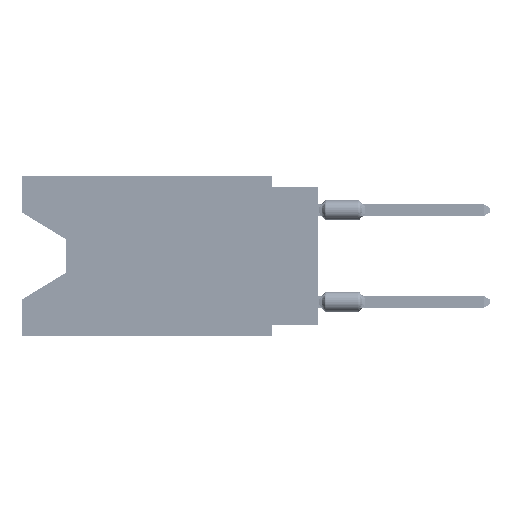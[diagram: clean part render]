
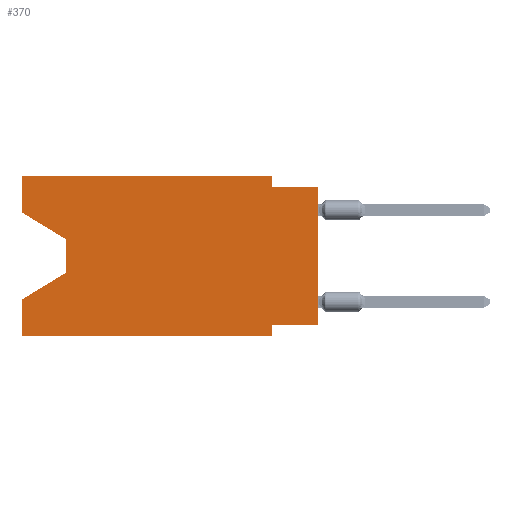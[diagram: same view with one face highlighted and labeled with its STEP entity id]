
A CAD part, left-side view. The second image highlights one B-rep face of the part: STEP entity #370.
In plain terms, the highlighted planar face has unit normal (-1, 0, 0).
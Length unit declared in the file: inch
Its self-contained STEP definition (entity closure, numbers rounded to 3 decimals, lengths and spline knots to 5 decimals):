
#213 = CARTESIAN_POINT ( 'NONE',  ( 0., 0.1, -0.025 ) ) ;
#370 = ADVANCED_FACE ( 'NONE', ( #81257 ), #37409, .F. ) ;
#1432 = EDGE_CURVE ( 'NONE', #64065, #97182, #105535, .T. ) ;
#3005 = VERTEX_POINT ( 'NONE', #53466 ) ;
#4793 = VERTEX_POINT ( 'NONE', #40582 ) ;
#5111 = LINE ( 'NONE', #5670, #40590 ) ;
#5670 = CARTESIAN_POINT ( 'NONE',  ( 0., 0.1, 0. ) ) ;
#7226 = CARTESIAN_POINT ( 'NONE',  ( 0., 0., -0.325 ) ) ;
#7252 = VERTEX_POINT ( 'NONE', #65804 ) ;
#7583 = DIRECTION ( 'NONE',  ( 0., 0., -1. ) ) ;
#11990 = ORIENTED_EDGE ( 'NONE', *, *, #57960, .F. ) ;
#12428 = VERTEX_POINT ( 'NONE', #19460 ) ;
#15408 = DIRECTION ( 'NONE',  ( 0., -0.855, -0.519 ) ) ;
#15505 = ORIENTED_EDGE ( 'NONE', *, *, #17027, .F. ) ;
#17027 = EDGE_CURVE ( 'NONE', #86623, #66620, #60199, .T. ) ;
#17778 = DIRECTION ( 'NONE',  ( 0., -1., 0. ) ) ;
#19460 = CARTESIAN_POINT ( 'NONE',  ( 0., 0.55, -0.138 ) ) ;
#20098 = DIRECTION ( 'NONE',  ( 0., 0., -1. ) ) ;
#20911 = VECTOR ( 'NONE', #7583, 39.37008 ) ;
#21541 = CARTESIAN_POINT ( 'NONE',  ( 0., 0., -0.325 ) ) ;
#24522 = EDGE_LOOP ( 'NONE', ( #68327, #95685, #46017, #97944, #105327, #15505, #98279, #38665, #78992, #11990, #62316, #107914 ) ) ;
#24886 = CARTESIAN_POINT ( 'NONE',  ( 0., 0.55, -0.138 ) ) ;
#25277 = CARTESIAN_POINT ( 'NONE',  ( 0., 0., -0.025 ) ) ;
#27486 = EDGE_CURVE ( 'NONE', #64065, #66620, #31581, .T. ) ;
#29709 = CARTESIAN_POINT ( 'NONE',  ( 0., 0.645, -0.26975 ) ) ;
#30906 = LINE ( 'NONE', #41272, #111278 ) ;
#31130 = LINE ( 'NONE', #101515, #50729 ) ;
#31581 = LINE ( 'NONE', #41384, #106191 ) ;
#32196 = DIRECTION ( 'NONE',  ( 0., 0., -1. ) ) ;
#34789 = DIRECTION ( 'NONE',  ( 0., 0., -1. ) ) ;
#34852 = EDGE_CURVE ( 'NONE', #40571, #95506, #30906, .T. ) ;
#37409 = PLANE ( 'NONE',  #96372 ) ;
#38665 = ORIENTED_EDGE ( 'NONE', *, *, #34852, .T. ) ;
#40571 = VERTEX_POINT ( 'NONE', #21541 ) ;
#40582 = CARTESIAN_POINT ( 'NONE',  ( 0., 0.1, 0. ) ) ;
#40590 = VECTOR ( 'NONE', #32196, 39.37008 ) ;
#41272 = CARTESIAN_POINT ( 'NONE',  ( 0., 0., 0. ) ) ;
#41384 = CARTESIAN_POINT ( 'NONE',  ( 0., 0.645, -0.35 ) ) ;
#41743 = VECTOR ( 'NONE', #73721, 39.37008 ) ;
#42202 = LINE ( 'NONE', #24886, #20911 ) ;
#43465 = CARTESIAN_POINT ( 'NONE',  ( 0., 0.1, -0.35 ) ) ;
#44028 = LINE ( 'NONE', #106310, #92298 ) ;
#44952 = EDGE_CURVE ( 'NONE', #40571, #86623, #76480, .T. ) ;
#45575 = VECTOR ( 'NONE', #15408, 39.37008 ) ;
#46017 = ORIENTED_EDGE ( 'NONE', *, *, #74898, .T. ) ;
#50617 = CARTESIAN_POINT ( 'NONE',  ( 0., 0.645, -0.08025 ) ) ;
#50729 = VECTOR ( 'NONE', #102089, 39.37008 ) ;
#53466 = CARTESIAN_POINT ( 'NONE',  ( 0., 0.645, 0. ) ) ;
#54465 = CARTESIAN_POINT ( 'NONE',  ( 0., 0.645, -0.35 ) ) ;
#57960 = EDGE_CURVE ( 'NONE', #4793, #89478, #5111, .T. ) ;
#60199 = LINE ( 'NONE', #43465, #66458 ) ;
#60563 = VECTOR ( 'NONE', #68953, 39.37008 ) ;
#62316 = ORIENTED_EDGE ( 'NONE', *, *, #91491, .F. ) ;
#64065 = VERTEX_POINT ( 'NONE', #54465 ) ;
#65804 = CARTESIAN_POINT ( 'NONE',  ( 0., 0.55, -0.212 ) ) ;
#66458 = VECTOR ( 'NONE', #34789, 39.37008 ) ;
#66620 = VERTEX_POINT ( 'NONE', #67336 ) ;
#67336 = CARTESIAN_POINT ( 'NONE',  ( 0., 0.1, -0.35 ) ) ;
#68327 = ORIENTED_EDGE ( 'NONE', *, *, #69607, .T. ) ;
#68953 = DIRECTION ( 'NONE',  ( 0., 1., 0. ) ) ;
#69607 = EDGE_CURVE ( 'NONE', #90470, #12428, #111228, .T. ) ;
#70339 = CARTESIAN_POINT ( 'NONE',  ( 0., 0.645, 0. ) ) ;
#72599 = CARTESIAN_POINT ( 'NONE',  ( 0., 0.645, 0. ) ) ;
#73721 = DIRECTION ( 'NONE',  ( 0., 0., 1. ) ) ;
#74898 = EDGE_CURVE ( 'NONE', #7252, #97182, #31130, .T. ) ;
#75426 = LINE ( 'NONE', #100268, #41743 ) ;
#76480 = LINE ( 'NONE', #7226, #60563 ) ;
#76630 = EDGE_CURVE ( 'NONE', #90470, #3005, #75426, .T. ) ;
#77851 = DIRECTION ( 'NONE',  ( 0., 0., 1. ) ) ;
#78992 = ORIENTED_EDGE ( 'NONE', *, *, #104975, .F. ) ;
#79214 = DIRECTION ( 'NONE',  ( 0., -1., 0. ) ) ;
#81257 = FACE_OUTER_BOUND ( 'NONE', #24522, .T. ) ;
#81797 = CARTESIAN_POINT ( 'NONE',  ( 0., 0., -0.025 ) ) ;
#82182 = VECTOR ( 'NONE', #17778, 39.37008 ) ;
#86623 = VERTEX_POINT ( 'NONE', #104731 ) ;
#89478 = VERTEX_POINT ( 'NONE', #213 ) ;
#90470 = VERTEX_POINT ( 'NONE', #102747 ) ;
#91491 = EDGE_CURVE ( 'NONE', #3005, #4793, #44028, .T. ) ;
#92298 = VECTOR ( 'NONE', #79214, 39.37008 ) ;
#93753 = DIRECTION ( 'NONE',  ( 0., 0., 1. ) ) ;
#94982 = DIRECTION ( 'NONE',  ( 0., -1., 0. ) ) ;
#95506 = VERTEX_POINT ( 'NONE', #81797 ) ;
#95685 = ORIENTED_EDGE ( 'NONE', *, *, #102192, .T. ) ;
#96372 = AXIS2_PLACEMENT_3D ( 'NONE', #72599, #107796, #20098 ) ;
#97182 = VERTEX_POINT ( 'NONE', #29709 ) ;
#97944 = ORIENTED_EDGE ( 'NONE', *, *, #1432, .F. ) ;
#98279 = ORIENTED_EDGE ( 'NONE', *, *, #44952, .F. ) ;
#100268 = CARTESIAN_POINT ( 'NONE',  ( 0., 0.645, 0. ) ) ;
#101515 = CARTESIAN_POINT ( 'NONE',  ( 0., 0.55, -0.212 ) ) ;
#102089 = DIRECTION ( 'NONE',  ( 0., 0.855, -0.519 ) ) ;
#102192 = EDGE_CURVE ( 'NONE', #12428, #7252, #42202, .T. ) ;
#102747 = CARTESIAN_POINT ( 'NONE',  ( 0., 0.645, -0.08025 ) ) ;
#104013 = VECTOR ( 'NONE', #77851, 39.37008 ) ;
#104731 = CARTESIAN_POINT ( 'NONE',  ( 0., 0.1, -0.325 ) ) ;
#104895 = LINE ( 'NONE', #25277, #82182 ) ;
#104975 = EDGE_CURVE ( 'NONE', #89478, #95506, #104895, .T. ) ;
#105327 = ORIENTED_EDGE ( 'NONE', *, *, #27486, .T. ) ;
#105535 = LINE ( 'NONE', #70339, #104013 ) ;
#106191 = VECTOR ( 'NONE', #94982, 39.37008 ) ;
#106310 = CARTESIAN_POINT ( 'NONE',  ( 0., 0.645, 0. ) ) ;
#107796 = DIRECTION ( 'NONE',  ( 1., 0., 0. ) ) ;
#107914 = ORIENTED_EDGE ( 'NONE', *, *, #76630, .F. ) ;
#111228 = LINE ( 'NONE', #50617, #45575 ) ;
#111278 = VECTOR ( 'NONE', #93753, 39.37008 ) ;
